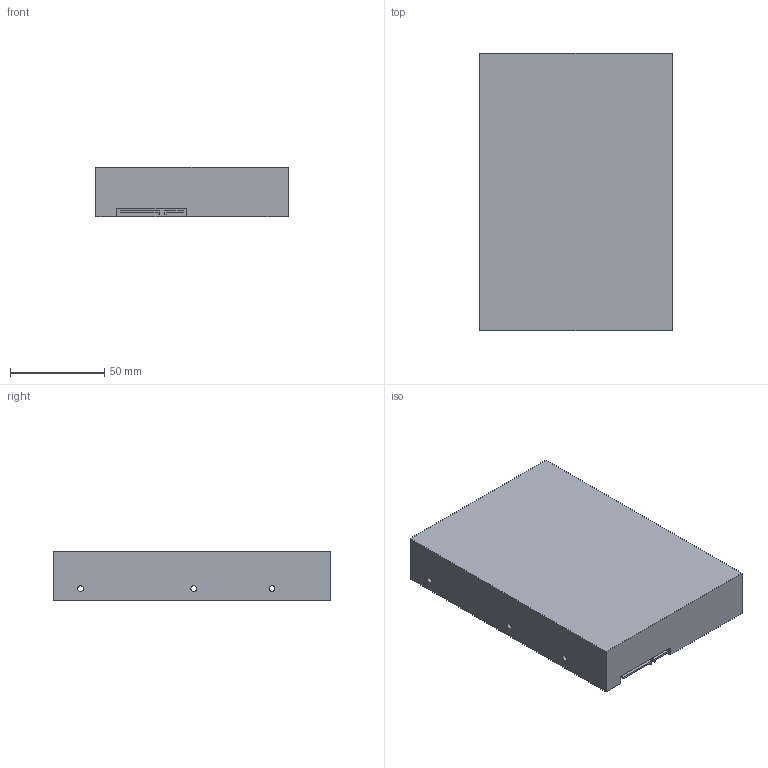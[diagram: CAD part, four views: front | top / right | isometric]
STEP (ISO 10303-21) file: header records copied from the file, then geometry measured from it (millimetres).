
FILE_DESCRIPTION(('FreeCAD Model'),'2;1');
FILE_NAME('3-5inch-Disk-Drive-SATA.step','2020-12-20T16:54:08',('Author'),('' ),'Open CASCADE STEP processor 7.3','FreeCAD','Unknown');
FILE_SCHEMA(('AUTOMOTIVE_DESIGN { 1 0 10303 214 1 1 1 1 }'));
Length unit declared in the file: millimetre
Products named in the file (1): BottomHoles
Bounding box: 102 x 147 x 26.1 mm (x, y, z)
Volume: 388301.2 mm3; surface area: 46505.7 mm2
Topology: 1 solids, 1 shells, 39 faces, 87 edges, 58 vertices
Faces by surface type: plane 30, cylinder 9
Full cylindrical faces by diameter (mm): 3 x9
Entity records: 2280 total; most frequent: CARTESIAN_POINT 431, DIRECTION 347, LINE 225, VECTOR 225, ORIENTED_EDGE 174, PCURVE 174, DEFINITIONAL_REPRESENTATION 174, EDGE_CURVE 87
